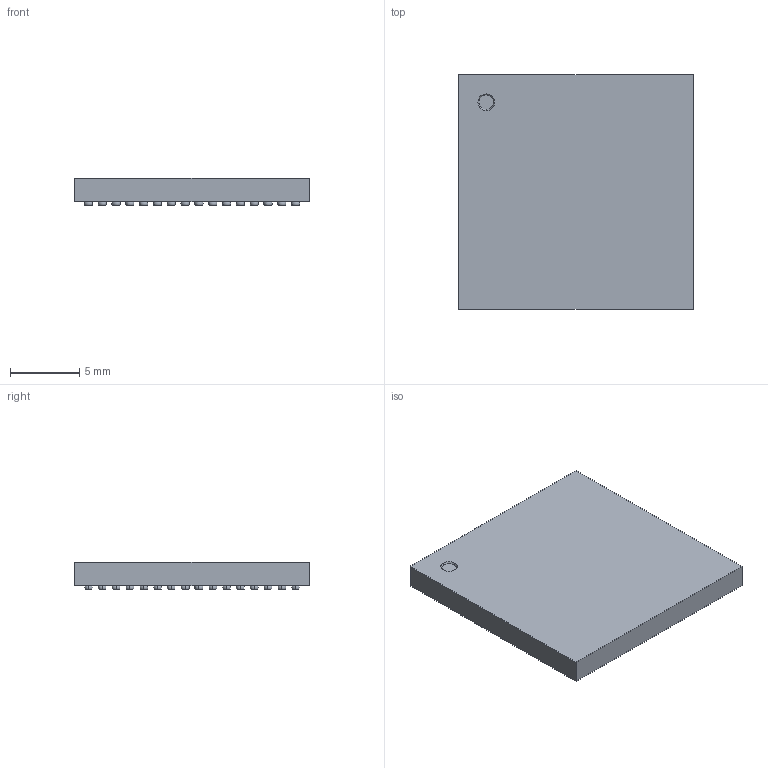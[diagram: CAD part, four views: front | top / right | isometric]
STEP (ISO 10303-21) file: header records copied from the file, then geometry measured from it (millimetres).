
FILE_DESCRIPTION (( 'STEP AP214' ), '1' );
FILE_NAME ('User Library-FBGA256.STEP', '2017-10-28T08:12:27', ( 'Windows User' ), ( '' ), 'SwSTEP 2.0', 'SolidWorks 2017', '' );
FILE_SCHEMA (( 'AUTOMOTIVE_DESIGN' ));
Length unit declared in the file: millimetre
Products named in the file (1): User Library-FBGA256
Bounding box: 17 x 17 x 2 mm (x, y, z)
Volume: 509.9 mm3; surface area: 831.2 mm2
Topology: 1 solids, 1 shells, 777 faces, 1554 edges, 1036 vertices
Faces by surface type: torus 512, plane 263, cone 2
Entity records: 29809 total; most frequent: DIRECTION 4650, CARTESIAN_POINT 3368, ORIENTED_EDGE 3108, AXIS2_PLACEMENT_3D 2318, EDGE_CURVE 1554, CIRCLE 1540, VERTEX_POINT 1036, EDGE_LOOP 1034
